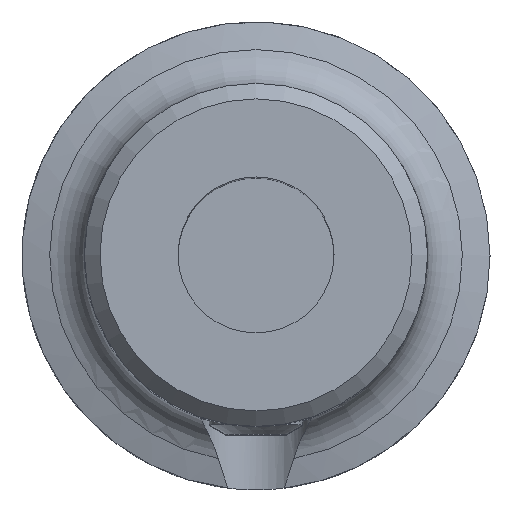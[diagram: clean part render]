
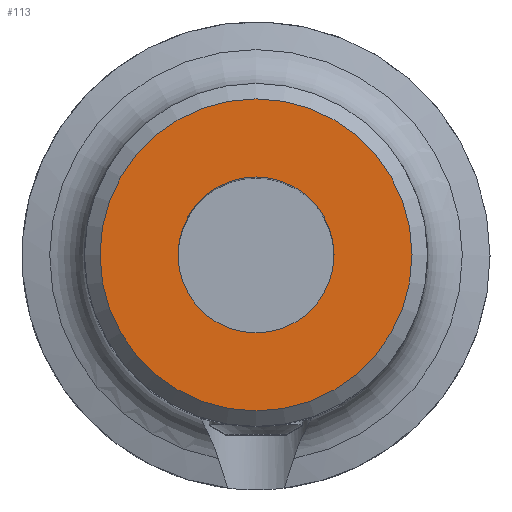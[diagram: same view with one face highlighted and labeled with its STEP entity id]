
A CAD part, top view. The second image highlights one B-rep face of the part: STEP entity #113.
In plain terms, the highlighted planar face has unit normal (0, 0, 1).
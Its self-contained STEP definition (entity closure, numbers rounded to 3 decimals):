
#49=PLANE('',#388);
#58=FACE_BOUND('',#167,.T.);
#59=FACE_BOUND('',#168,.T.);
#89=CIRCLE('',#386,10.);
#90=CIRCLE('',#387,5.);
#113=ADVANCED_FACE('',(#58,#59),#49,.F.);
#167=EDGE_LOOP('',(#217));
#168=EDGE_LOOP('',(#218));
#217=ORIENTED_EDGE('',*,*,#331,.T.);
#218=ORIENTED_EDGE('',*,*,#332,.T.);
#299=VERTEX_POINT('',#616);
#300=VERTEX_POINT('',#618);
#331=EDGE_CURVE('',#299,#299,#89,.T.);
#332=EDGE_CURVE('',#300,#300,#90,.T.);
#386=AXIS2_PLACEMENT_3D('',#615,#440,#441);
#387=AXIS2_PLACEMENT_3D('',#617,#442,#443);
#388=AXIS2_PLACEMENT_3D('',#619,#444,#445);
#440=DIRECTION('',(0.,0.,1.));
#441=DIRECTION('',(0.,1.,0.));
#442=DIRECTION('',(0.,0.,-1.));
#443=DIRECTION('',(-1.,0.,0.));
#444=DIRECTION('',(0.,0.,-1.));
#445=DIRECTION('',(0.,1.,0.));
#615=CARTESIAN_POINT('',(0.,0.,40.));
#616=CARTESIAN_POINT('',(0.,10.,40.));
#617=CARTESIAN_POINT('',(0.,0.,40.));
#618=CARTESIAN_POINT('',(-5.,0.,40.));
#619=CARTESIAN_POINT('',(0.,5.,40.));
